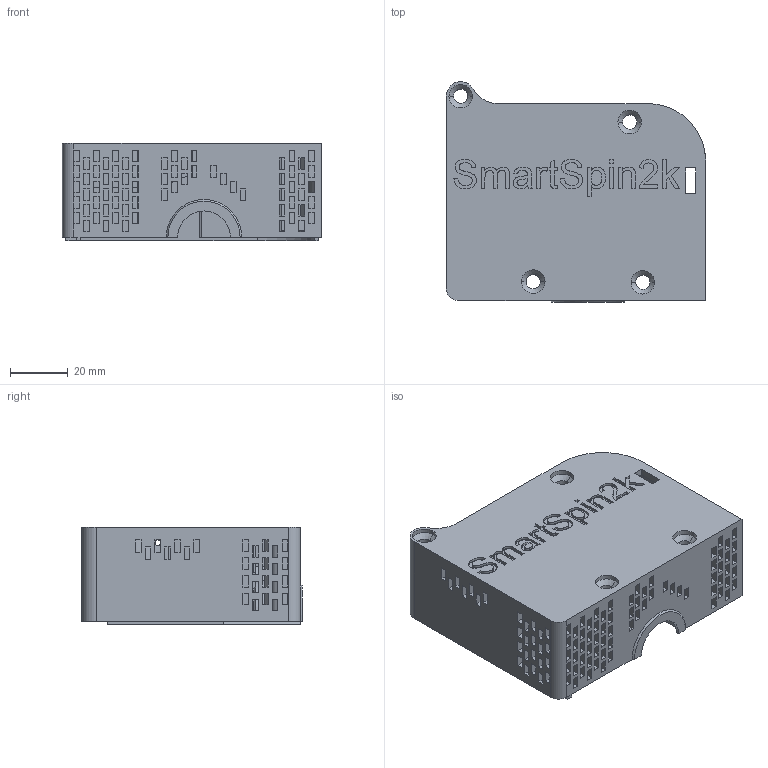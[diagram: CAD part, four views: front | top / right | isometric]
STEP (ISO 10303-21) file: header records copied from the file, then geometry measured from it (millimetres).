
FILE_DESCRIPTION (( 'STEP AP214' ), '1' );
FILE_NAME ('Body_Drawing_Right.STEP', '2022-01-04T20:38:28', ( '' ), ( '' ), 'SwSTEP 2.0', 'SolidWorks 2022', '' );
FILE_SCHEMA (( 'AUTOMOTIVE_DESIGN' ));
Length unit declared in the file: millimetre
Products named in the file (1): Body_Drawing_Right
Bounding box: 90.15 x 76.59 x 33.9 mm (x, y, z)
Volume: 47853.4 mm3; surface area: 44303.1 mm2
Topology: 1 solids, 1 shells, 800 faces, 2387 edges, 1576 vertices
Faces by surface type: plane 657, bspline 86, cylinder 46, cone 11
Entity records: 31191 total; most frequent: CARTESIAN_POINT 9687, ORIENTED_EDGE 4774, DIRECTION 3732, EDGE_CURVE 2387, LINE 2110, VECTOR 2110, VERTEX_POINT 1576, EDGE_LOOP 1045
